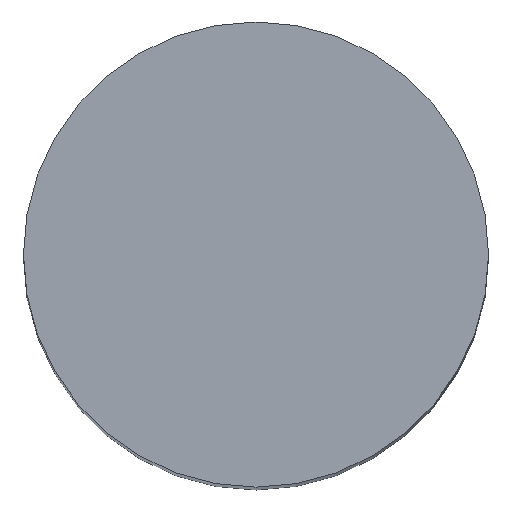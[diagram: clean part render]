
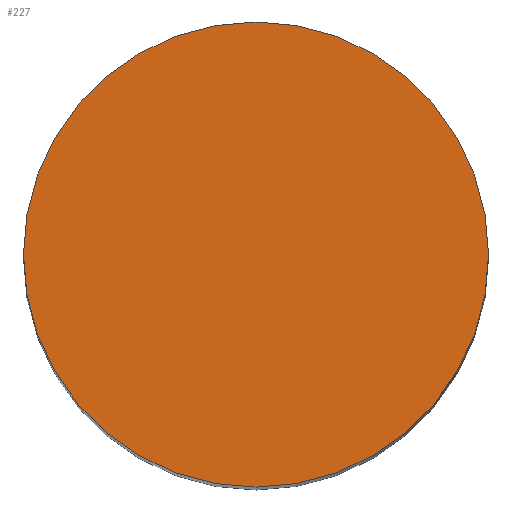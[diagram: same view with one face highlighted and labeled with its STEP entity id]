
A CAD part, top view. The second image highlights one B-rep face of the part: STEP entity #227.
In plain terms, the highlighted planar face has unit normal (0, 0, 1).
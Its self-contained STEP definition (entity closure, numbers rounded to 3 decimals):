
#120=EDGE_CURVE('240[2]',#296,#296,#297,.T.);
#227=ADVANCED_FACE('240[2]',(#435),#436,.T.);
#296=VERTEX_POINT('',#521);
#297=CIRCLE('',#522,5.);
#435=FACE_OUTER_BOUND('',#810,.T.);
#436=PLANE('',#811);
#521=CARTESIAN_POINT('',(-5.,0.,0.));
#522=AXIS2_PLACEMENT_3D('',#877,#878,#879);
#810=EDGE_LOOP('',(#1031));
#811=AXIS2_PLACEMENT_3D('',#1032,#1033,#1034);
#877=CARTESIAN_POINT('',(0.,0.,0.));
#878=DIRECTION('',(0.,0.,-1.0));
#879=DIRECTION('',(-1.0,0.,0.));
#1031=ORIENTED_EDGE('',*,*,#120,.F.);
#1032=CARTESIAN_POINT('',(-2.5,0.,0.));
#1033=DIRECTION('',(0.,0.,1.0));
#1034=DIRECTION('',(-1.0,0.,0.0));
